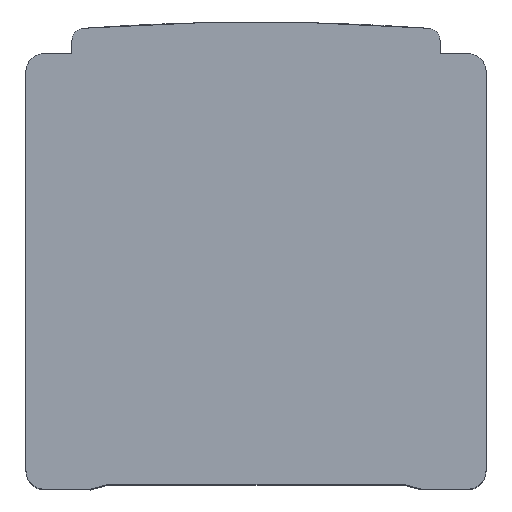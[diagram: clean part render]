
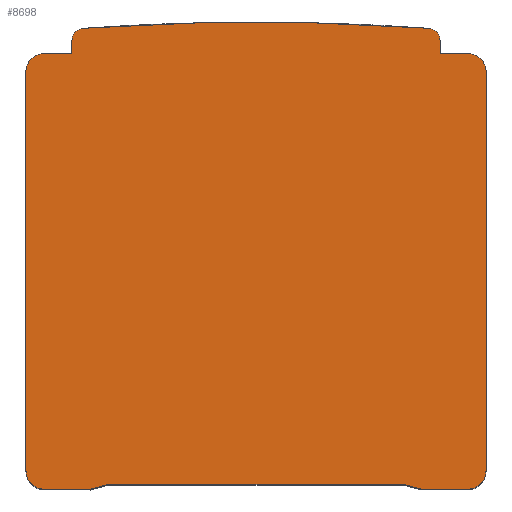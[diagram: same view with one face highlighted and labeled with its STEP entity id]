
A CAD part, top view. The second image highlights one B-rep face of the part: STEP entity #8698.
In plain terms, the highlighted planar face has unit normal (0, 0, 1).
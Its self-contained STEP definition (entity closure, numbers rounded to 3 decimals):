
#909 = VERTEX_POINT ( 'NONE', #3343 ) ;
#911 = EDGE_CURVE ( 'NONE', #909, #916, #3341, .T. ) ;
#916 = VERTEX_POINT ( 'NONE', #3397 ) ;
#943 = VERTEX_POINT ( 'NONE', #3507 ) ;
#955 = EDGE_CURVE ( 'NONE', #956, #943, #3548, .T. ) ;
#956 = VERTEX_POINT ( 'NONE', #3538 ) ;
#983 = VERTEX_POINT ( 'NONE', #3526 ) ;
#985 = EDGE_CURVE ( 'NONE', #943, #983, #3525, .T. ) ;
#3337 = DIRECTION ( 'NONE',  ( 1., 0., 0. ) ) ;
#3338 = DIRECTION ( 'NONE',  ( 0., 0., 1. ) ) ;
#3339 = CARTESIAN_POINT ( 'NONE',  ( 2.788, -98.137, 36.05 ) ) ;
#3340 = AXIS2_PLACEMENT_3D ( 'NONE', #3339, #3338, #3337 ) ;
#3341 = CIRCLE ( 'NONE', #3340, 200. ) ;
#3343 = CARTESIAN_POINT ( 'NONE',  ( 16.858, 101.368, 36.05 ) ) ;
#3397 = CARTESIAN_POINT ( 'NONE',  ( -11.283, 101.368, 36.05 ) ) ;
#3507 = CARTESIAN_POINT ( 'NONE',  ( -10.705, 63.8, 36.05 ) ) ;
#3522 = DIRECTION ( 'NONE',  ( 0.966, 0.259, 0. ) ) ;
#3523 = VECTOR ( 'NONE', #3522, 1000. ) ;
#3524 = CARTESIAN_POINT ( 'NONE',  ( -10.705, 63.8, 36.05 ) ) ;
#3525 = LINE ( 'NONE', #3524, #3523 ) ;
#3526 = CARTESIAN_POINT ( 'NONE',  ( -9.212, 64.2, 36.05 ) ) ;
#3538 = CARTESIAN_POINT ( 'NONE',  ( -14.462, 63.8, 36.05 ) ) ;
#3539 = DIRECTION ( 'NONE',  ( 1., 0., 0. ) ) ;
#3540 = VECTOR ( 'NONE', #3539, 1000. ) ;
#3541 = CARTESIAN_POINT ( 'NONE',  ( -14.462, 63.8, 36.05 ) ) ;
#3548 = LINE ( 'NONE', #3541, #3540 ) ;
#3561 = DIRECTION ( 'NONE',  ( 1., 0., 0. ) ) ;
#3562 = VECTOR ( 'NONE', #3561, 1000. ) ;
#3563 = CARTESIAN_POINT ( 'NONE',  ( 16.28, 63.8, 36.05 ) ) ;
#3564 = LINE ( 'NONE', #3563, #3562 ) ;
#3609 = LINE ( 'NONE', #3668, #3667 ) ;
#3666 = DIRECTION ( 'NONE',  ( 0.966, -0.259, 0. ) ) ;
#3667 = VECTOR ( 'NONE', #3666, 1000. ) ;
#3668 = CARTESIAN_POINT ( 'NONE',  ( 14.788, 64.2, 36.05 ) ) ;
#4165 = CARTESIAN_POINT ( 'NONE',  ( 14.788, 64.2, 36.05 ) ) ;
#4190 = CARTESIAN_POINT ( 'NONE',  ( 16.28, 63.8, 36.05 ) ) ;
#4226 = CARTESIAN_POINT ( 'NONE',  ( 20.038, 63.8, 36.05 ) ) ;
#4949 = CARTESIAN_POINT ( 'NONE',  ( -15.957, 97.922, 36.05 ) ) ;
#4950 = DIRECTION ( 'NONE',  ( 0., -1., 0. ) ) ;
#4951 = VECTOR ( 'NONE', #4950, 1000. ) ;
#4952 = CARTESIAN_POINT ( 'NONE',  ( -15.957, 97.922, 36.05 ) ) ;
#4953 = LINE ( 'NONE', #4952, #4951 ) ;
#4954 = CARTESIAN_POINT ( 'NONE',  ( -15.962, 65.3, 36.05 ) ) ;
#5145 = DIRECTION ( 'NONE',  ( 1., 0., 0. ) ) ;
#5146 = DIRECTION ( 'NONE',  ( 0., 0., 1. ) ) ;
#5147 = CARTESIAN_POINT ( 'NONE',  ( -14.462, 65.3, 36.05 ) ) ;
#5148 = AXIS2_PLACEMENT_3D ( 'NONE', #5147, #5146, #5145 ) ;
#5149 = CIRCLE ( 'NONE', #5148, 1.5 ) ;
#5271 = VECTOR ( 'NONE', #5328, 1000. ) ;
#5272 = CARTESIAN_POINT ( 'NONE',  ( 21.533, 97.922, 36.05 ) ) ;
#5273 = LINE ( 'NONE', #5272, #5271 ) ;
#5327 = CARTESIAN_POINT ( 'NONE',  ( 21.538, 65.3, 36.05 ) ) ;
#5328 = DIRECTION ( 'NONE',  ( 0., 1., 0. ) ) ;
#5422 = CARTESIAN_POINT ( 'NONE',  ( 20.038, 99.3, 36.05 ) ) ;
#5556 = CARTESIAN_POINT ( 'NONE',  ( 21.533, 97.922, 36.05 ) ) ;
#5572 = DIRECTION ( 'NONE',  ( 1., 0., 0. ) ) ;
#5573 = DIRECTION ( 'NONE',  ( 0., 0., 1. ) ) ;
#5574 = CARTESIAN_POINT ( 'NONE',  ( 20.038, 97.8, 36.05 ) ) ;
#5575 = AXIS2_PLACEMENT_3D ( 'NONE', #5574, #5573, #5572 ) ;
#5576 = CIRCLE ( 'NONE', #5575, 1.5 ) ;
#5620 = LINE ( 'NONE', #5664, #5663 ) ;
#5662 = DIRECTION ( 'NONE',  ( 1., 0., 0. ) ) ;
#5663 = VECTOR ( 'NONE', #5662, 1000. ) ;
#5664 = CARTESIAN_POINT ( 'NONE',  ( -9.212, 64.2, 36.05 ) ) ;
#5666 = DIRECTION ( 'NONE',  ( 1., 0., 0. ) ) ;
#5667 = DIRECTION ( 'NONE',  ( 0., 0., 1. ) ) ;
#5668 = CARTESIAN_POINT ( 'NONE',  ( -14.462, 97.8, 36.05 ) ) ;
#5669 = AXIS2_PLACEMENT_3D ( 'NONE', #5668, #5667, #5666 ) ;
#5670 = CIRCLE ( 'NONE', #5669, 1.5 ) ;
#5671 = CARTESIAN_POINT ( 'NONE',  ( -14.462, 99.3, 36.05 ) ) ;
#5672 = DIRECTION ( 'NONE',  ( -1., 0., 0. ) ) ;
#5673 = VECTOR ( 'NONE', #5672, 1000. ) ;
#5674 = CARTESIAN_POINT ( 'NONE',  ( -12.212, 99.3, 36.05 ) ) ;
#5675 = LINE ( 'NONE', #5674, #5673 ) ;
#5676 = CARTESIAN_POINT ( 'NONE',  ( -12.212, 99.3, 36.05 ) ) ;
#5677 = DIRECTION ( 'NONE',  ( 0., -1., 0. ) ) ;
#5678 = VECTOR ( 'NONE', #5677, 1000. ) ;
#5679 = CARTESIAN_POINT ( 'NONE',  ( -12.212, 99.3, 36.05 ) ) ;
#5680 = LINE ( 'NONE', #5679, #5678 ) ;
#5681 = CARTESIAN_POINT ( 'NONE',  ( -12.212, 100.37, 36.05 ) ) ;
#5682 = DIRECTION ( 'NONE',  ( 1., 0., 0. ) ) ;
#5683 = DIRECTION ( 'NONE',  ( 0., 0., 1. ) ) ;
#5684 = CARTESIAN_POINT ( 'NONE',  ( -11.212, 100.37, 36.05 ) ) ;
#5685 = AXIS2_PLACEMENT_3D ( 'NONE', #5684, #5683, #5682 ) ;
#5686 = CIRCLE ( 'NONE', #5685, 1. ) ;
#5687 = DIRECTION ( 'NONE',  ( 1., 0., 0. ) ) ;
#5688 = DIRECTION ( 'NONE',  ( 0., 0., 1. ) ) ;
#5689 = CARTESIAN_POINT ( 'NONE',  ( 16.788, 100.37, 36.05 ) ) ;
#5690 = AXIS2_PLACEMENT_3D ( 'NONE', #5689, #5688, #5687 ) ;
#5691 = CIRCLE ( 'NONE', #5690, 1. ) ;
#5692 = CARTESIAN_POINT ( 'NONE',  ( 17.788, 100.37, 36.05 ) ) ;
#5693 = DIRECTION ( 'NONE',  ( 0., 1., 0. ) ) ;
#5694 = VECTOR ( 'NONE', #5693, 1000. ) ;
#5695 = CARTESIAN_POINT ( 'NONE',  ( 17.788, 100.37, 36.05 ) ) ;
#5696 = LINE ( 'NONE', #5695, #5694 ) ;
#5702 = CIRCLE ( 'NONE', #5758, 1.5 ) ;
#5703 = DIRECTION ( 'NONE',  ( 1., 0., 0. ) ) ;
#5704 = DIRECTION ( 'NONE',  ( 0., 0., 1. ) ) ;
#5705 = CARTESIAN_POINT ( 'NONE',  ( 20.038, 65.3, 36.05 ) ) ;
#5706 = AXIS2_PLACEMENT_3D ( 'NONE', #5705, #5704, #5703 ) ;
#5707 = PLANE ( 'NONE',  #5706 ) ;
#5722 = FACE_OUTER_BOUND ( 'NONE', #8699, .T. ) ;
#5750 = CARTESIAN_POINT ( 'NONE',  ( 17.788, 99.3, 36.05 ) ) ;
#5751 = DIRECTION ( 'NONE',  ( -1., 0., 0. ) ) ;
#5752 = VECTOR ( 'NONE', #5751, 1000. ) ;
#5753 = CARTESIAN_POINT ( 'NONE',  ( 20.038, 99.3, 36.05 ) ) ;
#5754 = LINE ( 'NONE', #5753, #5752 ) ;
#5755 = DIRECTION ( 'NONE',  ( 1., 0., 0. ) ) ;
#5756 = DIRECTION ( 'NONE',  ( 0., 0., 1. ) ) ;
#5757 = CARTESIAN_POINT ( 'NONE',  ( 20.038, 65.3, 36.05 ) ) ;
#5758 = AXIS2_PLACEMENT_3D ( 'NONE', #5757, #5756, #5755 ) ;
#7850 = EDGE_CURVE ( 'NONE', #8068, #8078, #3564, .T. ) ;
#7884 = EDGE_CURVE ( 'NONE', #8058, #8068, #3609, .T. ) ;
#8058 = VERTEX_POINT ( 'NONE', #4165 ) ;
#8068 = VERTEX_POINT ( 'NONE', #4190 ) ;
#8078 = VERTEX_POINT ( 'NONE', #4226 ) ;
#8404 = VERTEX_POINT ( 'NONE', #4954 ) ;
#8406 = EDGE_CURVE ( 'NONE', #8407, #8404, #4953, .T. ) ;
#8407 = VERTEX_POINT ( 'NONE', #4949 ) ;
#8464 = EDGE_CURVE ( 'NONE', #8404, #956, #5149, .T. ) ;
#8536 = EDGE_CURVE ( 'NONE', #8537, #8619, #5273, .T. ) ;
#8537 = VERTEX_POINT ( 'NONE', #5327 ) ;
#8583 = VERTEX_POINT ( 'NONE', #5422 ) ;
#8619 = VERTEX_POINT ( 'NONE', #5556 ) ;
#8645 = EDGE_CURVE ( 'NONE', #8619, #8583, #5576, .T. ) ;
#8669 = ORIENTED_EDGE ( 'NONE', *, *, #8670, .T. ) ;
#8670 = EDGE_CURVE ( 'NONE', #8696, #8407, #5670, .T. ) ;
#8671 = ORIENTED_EDGE ( 'NONE', *, *, #8406, .T. ) ;
#8672 = ORIENTED_EDGE ( 'NONE', *, *, #8464, .T. ) ;
#8673 = ORIENTED_EDGE ( 'NONE', *, *, #955, .T. ) ;
#8674 = ORIENTED_EDGE ( 'NONE', *, *, #985, .T. ) ;
#8675 = ORIENTED_EDGE ( 'NONE', *, *, #8676, .T. ) ;
#8676 = EDGE_CURVE ( 'NONE', #983, #8058, #5620, .T. ) ;
#8682 = ORIENTED_EDGE ( 'NONE', *, *, #8683, .T. ) ;
#8683 = EDGE_CURVE ( 'NONE', #8708, #8684, #5696, .T. ) ;
#8684 = VERTEX_POINT ( 'NONE', #5692 ) ;
#8685 = ORIENTED_EDGE ( 'NONE', *, *, #8686, .T. ) ;
#8686 = EDGE_CURVE ( 'NONE', #8684, #909, #5691, .T. ) ;
#8687 = ORIENTED_EDGE ( 'NONE', *, *, #911, .T. ) ;
#8688 = ORIENTED_EDGE ( 'NONE', *, *, #8689, .T. ) ;
#8689 = EDGE_CURVE ( 'NONE', #916, #8690, #5686, .T. ) ;
#8690 = VERTEX_POINT ( 'NONE', #5681 ) ;
#8691 = ORIENTED_EDGE ( 'NONE', *, *, #8692, .T. ) ;
#8692 = EDGE_CURVE ( 'NONE', #8690, #8693, #5680, .T. ) ;
#8693 = VERTEX_POINT ( 'NONE', #5676 ) ;
#8694 = ORIENTED_EDGE ( 'NONE', *, *, #8695, .T. ) ;
#8695 = EDGE_CURVE ( 'NONE', #8693, #8696, #5675, .T. ) ;
#8696 = VERTEX_POINT ( 'NONE', #5671 ) ;
#8698 = ADVANCED_FACE ( 'NONE', ( #5722 ), #5707, .T. ) ;
#8699 = EDGE_LOOP ( 'NONE', ( #8700, #8701, #8702, #8704, #8705, #8706, #8682, #8685, #8687, #8688, #8691, #8694, #8669, #8671, #8672, #8673, #8674, #8675 ) ) ;
#8700 = ORIENTED_EDGE ( 'NONE', *, *, #7884, .T. ) ;
#8701 = ORIENTED_EDGE ( 'NONE', *, *, #7850, .T. ) ;
#8702 = ORIENTED_EDGE ( 'NONE', *, *, #8703, .T. ) ;
#8703 = EDGE_CURVE ( 'NONE', #8078, #8537, #5702, .T. ) ;
#8704 = ORIENTED_EDGE ( 'NONE', *, *, #8536, .T. ) ;
#8705 = ORIENTED_EDGE ( 'NONE', *, *, #8645, .T. ) ;
#8706 = ORIENTED_EDGE ( 'NONE', *, *, #8707, .T. ) ;
#8707 = EDGE_CURVE ( 'NONE', #8583, #8708, #5754, .T. ) ;
#8708 = VERTEX_POINT ( 'NONE', #5750 ) ;
